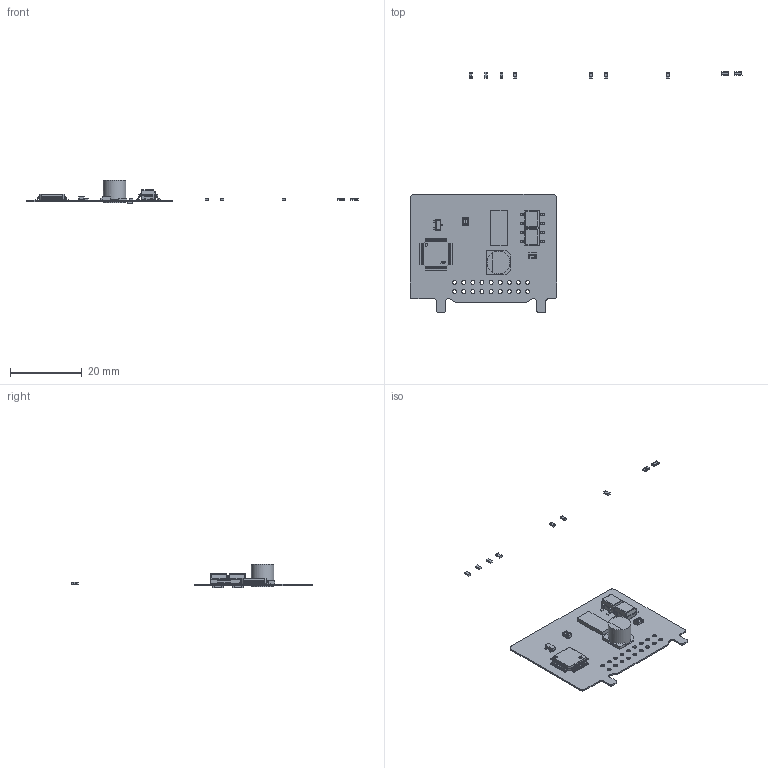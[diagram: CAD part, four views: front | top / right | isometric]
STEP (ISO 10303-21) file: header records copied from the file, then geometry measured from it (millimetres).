
FILE_DESCRIPTION(('Open CASCADE Model'),'2;1');
FILE_NAME('Open CASCADE Shape Model','2025-05-17T00:15:02',('Author'),( 'Open CASCADE'),'Open CASCADE STEP processor 6.8','Open CASCADE 6.8' ,'Unknown');
FILE_SCHEMA(('AUTOMOTIVE_DESIGN { 1 0 10303 214 1 1 1 1 }'));
Length unit declared in the file: millimetre
Products named in the file (53): PCB; Board; Open CASCADE STEP translator 6.8 1.1.1; U4; IC_STMicroelectronics_STM32L072CBT6_eec; IC_BODY; circle; IC_LEG; STMicroelectronics; U3; DBZ0003AakaMF03A; BODY_MF03A; LEAD_MF03A; U1; 6616240816; Extruded; RA2; R-Array-0402; RA1; R6; R0603; R5; R1206; R4; R3; R2; R1; D2; FAIR-MBXS; D1; C6; 7000020752; base; Open_CASCADE_STEP_translator_7.5_4.1.1; cylinder; Open_CASCADE_STEP_translator_7.5_4.2.1; Open_CASCADE_STEP_translator_7.5_4.2.2; mark; Open_CASCADE_STEP_translator_7.5_4.3.1; lead ...
Assembly tree (111 placements, depth 5):
  PCB
    Board
      Open CASCADE STEP translator 6.8 1.1.1
    U4
      IC_STMicroelectronics_STM32L072CBT6_eec
        IC_BODY
        circle
        IC_LEG  x48
        STMicroelectronics
    U3
      DBZ0003AakaMF03A
        BODY_MF03A
        LEAD_MF03A  x3
    U1
      6616240816
        Extruded
    RA2
      R-Array-0402
    RA1
      R-Array-0402
    R6
      R0603
    R5
      R1206
    R4
      R0603
    R3
      R0603
    R2
      R1206
    R1
      R0603
    D2
      FAIR-MBXS
    D1
      FAIR-MBXS
    C6
      7000020752
        base
          Open_CASCADE_STEP_translator_7.5_4.1.1
        cylinder
          Open_CASCADE_STEP_translator_7.5_4.2.1
          Open_CASCADE_STEP_translator_7.5_4.2.2
        mark
          Open_CASCADE_STEP_translator_7.5_4.3.1
        lead  x2
    C5
      C0805
        Open CASCADE STEP translator 6.8 1.16.1.1
        Open CASCADE STEP translator 6.8 1.16.1.2
        Open CASCADE STEP translator 6.8 1.16.1.3
        Open CASCADE STEP translator 6.8 1.16.1.4
        Open CASCADE STEP translator 6.8 1.16.1.5
        Open CASCADE STEP translator 6.8 1.16.1.6
    C4
      C0805
        Open CASCADE STEP translator 6.8 1.16.1.1
        Open CASCADE STEP translator 6.8 1.16.1.2
        Open CASCADE STEP translator 6.8 1.16.1.3
        Open CASCADE STEP translator 6.8 1.16.1.4
Bounding box: 92.57 x 67.18 x 6.49 mm (x, y, z)
Volume: 934.8 mm3; surface area: 3524.3 mm2
Topology: 89 solids, 90 shells, 2008 faces, 5020 edges, 3125 vertices
Faces by surface type: plane 1376, cylinder 516, sphere 76, bspline 24, torus 16
Full cylindrical faces by diameter (mm): 0.7 x1, 1.1 x18, 5.513 x1, 6.3 x3
Entity records: 26707 total; most frequent: CARTESIAN_POINT 4059, DIRECTION 3963, ORIENTED_EDGE 3647, EDGE_CURVE 1825, LINE 1345, VECTOR 1345, AXIS2_PLACEMENT_3D 1309, VERTEX_POINT 1125
